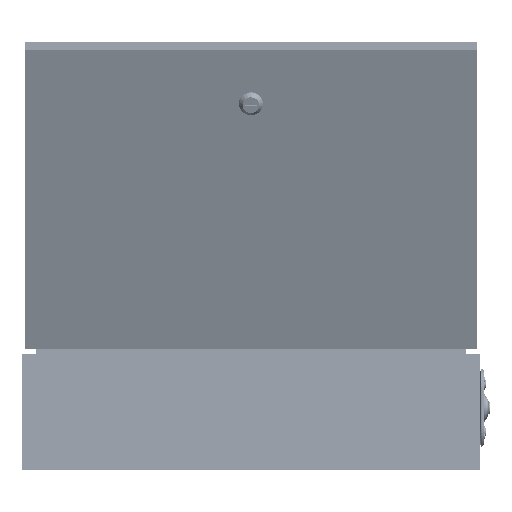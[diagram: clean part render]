
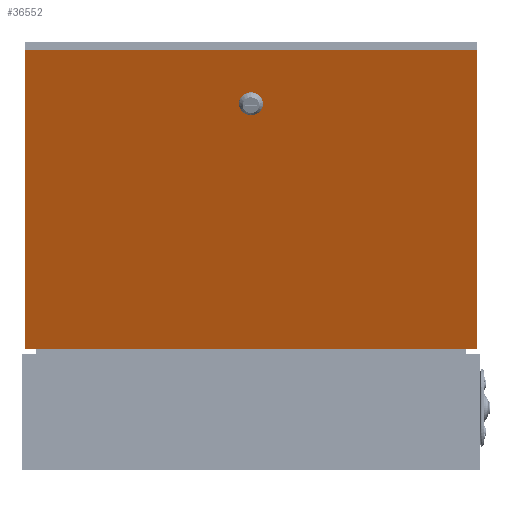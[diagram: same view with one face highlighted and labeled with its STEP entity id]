
A CAD part, left-side view. The second image highlights one B-rep face of the part: STEP entity #36552.
In plain terms, the highlighted face is planar.
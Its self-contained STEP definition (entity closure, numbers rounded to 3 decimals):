
#82 = VERTEX_POINT ( 'NONE', #26007 ) ;
#93 = AXIS2_PLACEMENT_3D ( 'NONE', #26388, #1670, #22716 ) ;
#1670 = DIRECTION ( 'NONE',  ( 0., 0., 1. ) ) ;
#1781 = CARTESIAN_POINT ( 'NONE',  ( 153., 217.5, 0. ) ) ;
#3093 = DIRECTION ( 'NONE',  ( 0., 0., 1. ) ) ;
#3396 = CARTESIAN_POINT ( 'NONE',  ( -153., -217.5, 0. ) ) ;
#6214 = CARTESIAN_POINT ( 'NONE',  ( 153., 217.5, 0. ) ) ;
#6410 = VECTOR ( 'NONE', #36656, 1000. ) ;
#6837 = PLANE ( 'NONE',  #27187 ) ;
#6847 = DIRECTION ( 'NONE',  ( 0., 0., 1. ) ) ;
#7387 = EDGE_CURVE ( 'NONE', #34120, #31858, #21646, .T. ) ;
#9463 = CARTESIAN_POINT ( 'NONE',  ( -86.5, 0., 0. ) ) ;
#9973 = CARTESIAN_POINT ( 'NONE',  ( -153., 217.5, 0. ) ) ;
#10512 = ORIENTED_EDGE ( 'NONE', *, *, #46018, .T. ) ;
#11227 = DIRECTION ( 'NONE',  ( 1., 0., 0. ) ) ;
#11477 = EDGE_CURVE ( 'NONE', #27735, #19322, #45063, .T. ) ;
#14581 = DIRECTION ( 'NONE',  ( 0., 1., 0. ) ) ;
#19322 = VERTEX_POINT ( 'NONE', #28840 ) ;
#19727 = DIRECTION ( 'NONE',  ( 1., 0., 0. ) ) ;
#20665 = VERTEX_POINT ( 'NONE', #9973 ) ;
#21107 = CIRCLE ( 'NONE', #93, 11.5 ) ;
#21646 = LINE ( 'NONE', #6214, #48261 ) ;
#21668 = ORIENTED_EDGE ( 'NONE', *, *, #7387, .T. ) ;
#22647 = EDGE_CURVE ( 'NONE', #82, #34120, #34870, .T. ) ;
#22716 = DIRECTION ( 'NONE',  ( 1., 0., 0. ) ) ;
#23953 = CARTESIAN_POINT ( 'NONE',  ( -153., 217.5, 0. ) ) ;
#25185 = EDGE_CURVE ( 'NONE', #20665, #82, #53230, .T. ) ;
#26007 = CARTESIAN_POINT ( 'NONE',  ( -153., -217.5, 0. ) ) ;
#26388 = CARTESIAN_POINT ( 'NONE',  ( -98., 0., 0. ) ) ;
#26452 = ORIENTED_EDGE ( 'NONE', *, *, #47304, .F. ) ;
#27187 = AXIS2_PLACEMENT_3D ( 'NONE', #35929, #3093, #19727 ) ;
#27735 = VERTEX_POINT ( 'NONE', #9463 ) ;
#28703 = DIRECTION ( 'NONE',  ( -1., 0., 0. ) ) ;
#28840 = CARTESIAN_POINT ( 'NONE',  ( -109.5, 0., 0. ) ) ;
#30114 = ORIENTED_EDGE ( 'NONE', *, *, #22647, .T. ) ;
#31793 = CARTESIAN_POINT ( 'NONE',  ( -98., 0., 0. ) ) ;
#31858 = VERTEX_POINT ( 'NONE', #1781 ) ;
#34120 = VERTEX_POINT ( 'NONE', #37767 ) ;
#34870 = LINE ( 'NONE', #3396, #36120 ) ;
#35929 = CARTESIAN_POINT ( 'NONE',  ( 0., 0., 0. ) ) ;
#36120 = VECTOR ( 'NONE', #45479, 1000. ) ;
#36552 = ADVANCED_FACE ( 'NONE', ( #52987, #46472 ), #6837, .T. ) ;
#36656 = DIRECTION ( 'NONE',  ( 0., -1., 0. ) ) ;
#36847 = ORIENTED_EDGE ( 'NONE', *, *, #11477, .F. ) ;
#37767 = CARTESIAN_POINT ( 'NONE',  ( 153., -217.5, 0. ) ) ;
#39093 = EDGE_LOOP ( 'NONE', ( #36847, #26452 ) ) ;
#45063 = CIRCLE ( 'NONE', #46886, 11.5 ) ;
#45479 = DIRECTION ( 'NONE',  ( 1., 0., 0. ) ) ;
#46018 = EDGE_CURVE ( 'NONE', #31858, #20665, #52783, .T. ) ;
#46472 = FACE_OUTER_BOUND ( 'NONE', #50464, .T. ) ;
#46886 = AXIS2_PLACEMENT_3D ( 'NONE', #31793, #6847, #11227 ) ;
#46937 = VECTOR ( 'NONE', #28703, 1000. ) ;
#47304 = EDGE_CURVE ( 'NONE', #19322, #27735, #21107, .T. ) ;
#48261 = VECTOR ( 'NONE', #14581, 1000. ) ;
#50464 = EDGE_LOOP ( 'NONE', ( #52390, #30114, #21668, #10512 ) ) ;
#52262 = CARTESIAN_POINT ( 'NONE',  ( -153., 217.5, 0. ) ) ;
#52390 = ORIENTED_EDGE ( 'NONE', *, *, #25185, .T. ) ;
#52783 = LINE ( 'NONE', #23953, #46937 ) ;
#52987 = FACE_BOUND ( 'NONE', #39093, .T. ) ;
#53230 = LINE ( 'NONE', #52262, #6410 ) ;
